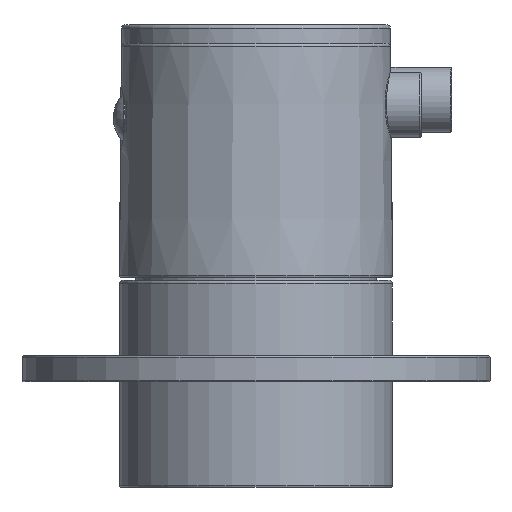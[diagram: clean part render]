
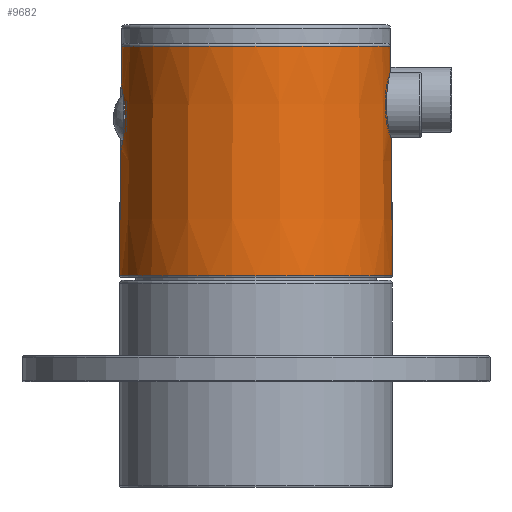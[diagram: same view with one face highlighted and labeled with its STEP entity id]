
A CAD part, front view. The second image highlights one B-rep face of the part: STEP entity #9682.
In plain terms, the highlighted conical face has half-angle 0.5 degrees and reference radius 0 mm.
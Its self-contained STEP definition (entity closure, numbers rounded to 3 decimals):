
#158=CONICAL_SURFACE('',#10628,0.,0.009);
#612=B_SPLINE_CURVE_WITH_KNOTS('',3,(#15623,#15624,#15625,#15626,#15627,
#15628,#15629,#15630,#15631,#15632,#15633,#15634,#15635,#15636,#15637,#15638,
#15639,#15640,#15641),.UNSPECIFIED.,.T.,.F.,(1,1,1,1,1,1,1,1,1,1,1,1,1,
1,1,1,1,1,1,1,1,1,1),(-0.006,-0.004,-0.002,
0.,0.002,0.004,0.006,
0.008,0.011,0.013,0.015,
0.017,0.019,0.021,0.023,
0.025,0.027,0.03,0.032,
0.034,0.036,0.038,0.04),
 .UNSPECIFIED.);
#613=B_SPLINE_CURVE_WITH_KNOTS('',3,(#15647,#15648,#15649,#15650,#15651,
#15652,#15653,#15654,#15655,#15656,#15657,#15658,#15659,#15660,#15661,#15662,
#15663,#15664,#15665),.UNSPECIFIED.,.T.,.F.,(1,1,1,1,1,1,1,1,1,1,1,1,1,
1,1,1,1,1,1,1,1,1,1),(0.01,0.012,0.014,
0.016,0.018,0.02,0.022,
0.024,0.026,0.028,0.03,
0.032,0.034,0.036,0.038,
0.04,0.042,0.044,0.046,
0.048,0.05,0.052,0.054),
 .UNSPECIFIED.);
#977=CIRCLE('',#10629,20.998);
#978=CIRCLE('',#10630,20.69);
#2292=ORIENTED_EDGE('',*,*,#3874,.T.);
#2293=ORIENTED_EDGE('',*,*,#3875,.T.);
#2294=ORIENTED_EDGE('',*,*,#3876,.F.);
#2295=ORIENTED_EDGE('',*,*,#3877,.F.);
#3874=EDGE_CURVE('',#4792,#4792,#612,.T.);
#3875=EDGE_CURVE('',#4793,#4793,#977,.T.);
#3876=EDGE_CURVE('',#4794,#4794,#978,.F.);
#3877=EDGE_CURVE('',#4795,#4795,#613,.F.);
#4792=VERTEX_POINT('',#15642);
#4793=VERTEX_POINT('',#15644);
#4794=VERTEX_POINT('',#15646);
#4795=VERTEX_POINT('',#15666);
#6624=EDGE_LOOP('',(#2292));
#6625=EDGE_LOOP('',(#2293));
#6626=EDGE_LOOP('',(#2294));
#6627=EDGE_LOOP('',(#2295));
#7438=FACE_BOUND('',#6624,.T.);
#7439=FACE_BOUND('',#6625,.T.);
#7440=FACE_BOUND('',#6626,.T.);
#7441=FACE_BOUND('',#6627,.T.);
#9682=ADVANCED_FACE('',(#7438,#7439,#7440,#7441),#158,.T.);
#10628=AXIS2_PLACEMENT_3D('',#15622,#12418,#12419);
#10629=AXIS2_PLACEMENT_3D('',#15643,#12420,#12421);
#10630=AXIS2_PLACEMENT_3D('',#15645,#12422,#12423);
#12418=DIRECTION('',(0.,-1.,0.));
#12419=DIRECTION('',(0.,0.,-1.));
#12420=DIRECTION('',(0.,1.,0.));
#12421=DIRECTION('',(0.,0.,1.));
#12422=DIRECTION('',(0.,-1.,0.));
#12423=DIRECTION('',(0.,0.,-1.));
#15622=CARTESIAN_POINT('',(0.,2406.362,0.));
#15623=CARTESIAN_POINT('',(-2.103,31.524,20.65));
#15624=CARTESIAN_POINT('',(-0.001,31.941,20.759));
#15625=CARTESIAN_POINT('',(2.106,31.523,20.65));
#15626=CARTESIAN_POINT('',(3.875,30.352,20.389));
#15627=CARTESIAN_POINT('',(5.069,28.595,20.127));
#15628=CARTESIAN_POINT('',(5.494,26.493,20.028));
#15629=CARTESIAN_POINT('',(5.064,24.397,20.166));
#15630=CARTESIAN_POINT('',(3.869,22.647,20.458));
#15631=CARTESIAN_POINT('',(2.103,21.48,20.738));
#15632=CARTESIAN_POINT('',(-0.004,21.063,20.854));
#15633=CARTESIAN_POINT('',(-2.102,21.48,20.738));
#15634=CARTESIAN_POINT('',(-3.872,22.649,20.458));
#15635=CARTESIAN_POINT('',(-5.064,24.4,20.166));
#15636=CARTESIAN_POINT('',(-5.494,26.493,20.028));
#15637=CARTESIAN_POINT('',(-5.07,28.593,20.127));
#15638=CARTESIAN_POINT('',(-3.873,30.354,20.389));
#15639=CARTESIAN_POINT('',(-2.103,31.524,20.65));
#15640=CARTESIAN_POINT('',(-0.001,31.941,20.759));
#15641=CARTESIAN_POINT('',(2.106,31.523,20.65));
#15642=CARTESIAN_POINT('',(0.,31.802,20.722));
#15643=CARTESIAN_POINT('',(0.,0.202,0.));
#15644=CARTESIAN_POINT('',(0.,0.202,20.998));
#15645=CARTESIAN_POINT('',(0.,35.504,0.));
#15646=CARTESIAN_POINT('',(0.,35.504,-20.69));
#15647=CARTESIAN_POINT('',(-4.754,26.687,-20.221));
#15648=CARTESIAN_POINT('',(-5.232,24.686,-20.115));
#15649=CARTESIAN_POINT('',(-4.9,22.664,-20.221));
#15650=CARTESIAN_POINT('',(-3.829,20.937,-20.478));
#15651=CARTESIAN_POINT('',(-2.189,19.747,-20.74));
#15652=CARTESIAN_POINT('',(-0.189,19.268,-20.865));
#15653=CARTESIAN_POINT('',(1.834,19.599,-20.778));
#15654=CARTESIAN_POINT('',(3.562,20.67,-20.531));
#15655=CARTESIAN_POINT('',(4.752,22.31,-20.261));
#15656=CARTESIAN_POINT('',(5.231,24.303,-20.118));
#15657=CARTESIAN_POINT('',(4.903,26.329,-20.187));
#15658=CARTESIAN_POINT('',(3.832,28.061,-20.414));
#15659=CARTESIAN_POINT('',(2.188,29.253,-20.657));
#15660=CARTESIAN_POINT('',(0.193,29.731,-20.774));
#15661=CARTESIAN_POINT('',(-1.832,29.402,-20.692));
#15662=CARTESIAN_POINT('',(-3.563,28.329,-20.463));
#15663=CARTESIAN_POINT('',(-4.754,26.687,-20.221));
#15664=CARTESIAN_POINT('',(-5.232,24.686,-20.115));
#15665=CARTESIAN_POINT('',(-4.9,22.664,-20.221));
#15666=CARTESIAN_POINT('',(-5.097,24.683,-20.15));
